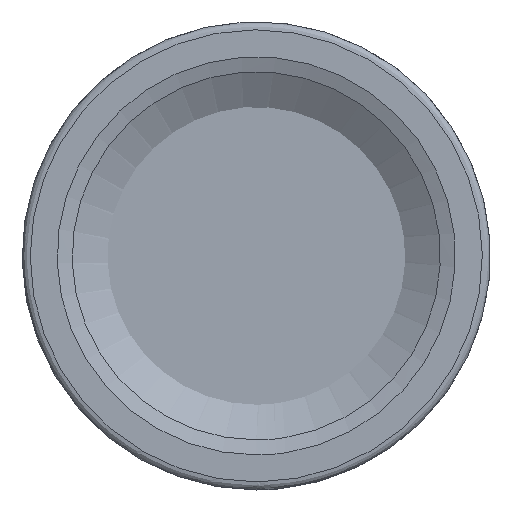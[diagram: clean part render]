
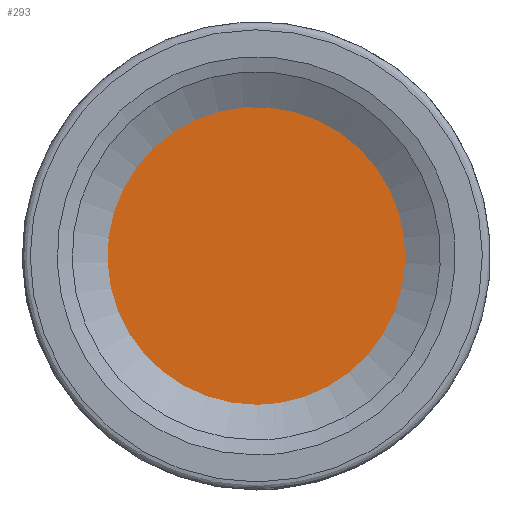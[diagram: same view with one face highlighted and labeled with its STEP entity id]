
A CAD part, left-side view. The second image highlights one B-rep face of the part: STEP entity #293.
In plain terms, the highlighted planar face has unit normal (-1, 0, 0).
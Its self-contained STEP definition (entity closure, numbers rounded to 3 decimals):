
#293=ADVANCED_FACE('',(#310),#308,.F.);
#308=PLANE('',#540);
#310=FACE_OUTER_BOUND('',#342,.T.);
#342=EDGE_LOOP('',(#398));
#398=ORIENTED_EDGE('',*,*,#466,.T.);
#438=VERTEX_POINT('',#722);
#466=EDGE_CURVE('',#438,#438,#494,.T.);
#494=CIRCLE('',#538,8.284);
#538=AXIS2_PLACEMENT_3D('',#721,#618,#619);
#540=AXIS2_PLACEMENT_3D('',#724,#622,#623);
#618=DIRECTION('',(-1.,0.,0.));
#619=DIRECTION('',(0.,0.,1.));
#622=DIRECTION('',(1.,0.,0.));
#623=DIRECTION('',(0.,0.,-1.));
#721=CARTESIAN_POINT('',(1.2,0.,0.));
#722=CARTESIAN_POINT('',(1.2,0.,8.284));
#724=CARTESIAN_POINT('',(1.2,8.284,0.));
